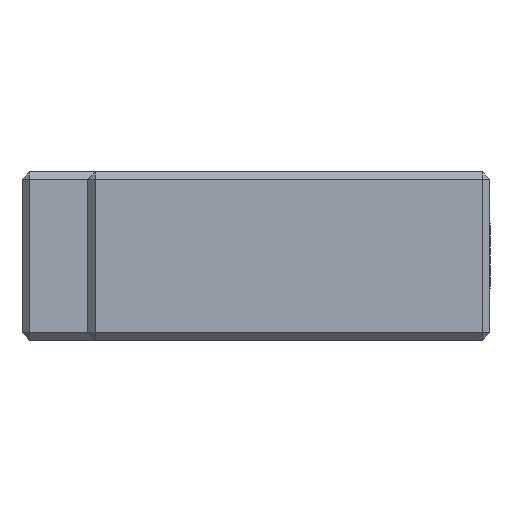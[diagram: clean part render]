
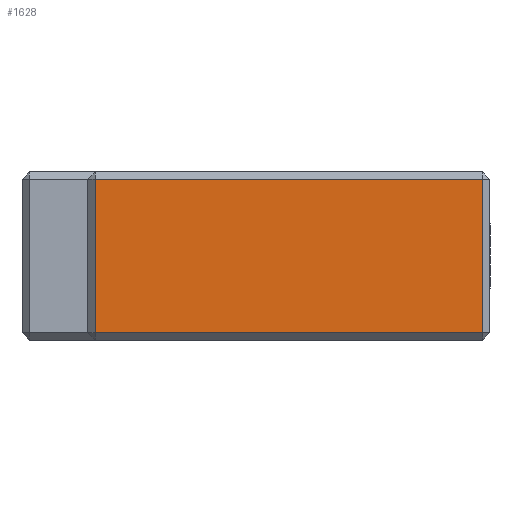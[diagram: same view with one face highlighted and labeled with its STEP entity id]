
A CAD part, left-side view. The second image highlights one B-rep face of the part: STEP entity #1628.
In plain terms, the highlighted planar face has unit normal (-1, 0, 0).
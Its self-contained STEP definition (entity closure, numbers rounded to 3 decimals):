
#354 = VECTOR ( 'NONE', #1269, 1000. ) ;
#366 = ORIENTED_EDGE ( 'NONE', *, *, #4228, .F. ) ;
#777 = DIRECTION ( 'NONE',  ( 0., 1., 0. ) ) ;
#785 = DIRECTION ( 'NONE',  ( 1., 0., 0. ) ) ;
#789 = CARTESIAN_POINT ( 'NONE',  ( -43., 1., -10.5 ) ) ;
#946 = PLANE ( 'NONE',  #1127 ) ;
#1112 = VECTOR ( 'NONE', #3315, 1000. ) ;
#1127 = AXIS2_PLACEMENT_3D ( 'NONE', #789, #785, #777 ) ;
#1189 = LINE ( 'NONE', #3053, #2264 ) ;
#1264 = VECTOR ( 'NONE', #4852, 1000. ) ;
#1269 = DIRECTION ( 'NONE',  ( 0., 0., 1. ) ) ;
#1321 = VERTEX_POINT ( 'NONE', #5398 ) ;
#1612 = CARTESIAN_POINT ( 'NONE',  ( -43., 54., 0. ) ) ;
#1628 = ADVANCED_FACE ( 'NONE', ( #2737 ), #946, .F. ) ;
#1671 = ORIENTED_EDGE ( 'NONE', *, *, #1963, .F. ) ;
#1902 = CARTESIAN_POINT ( 'NONE',  ( -43., 27.5, -10.5 ) ) ;
#1963 = EDGE_CURVE ( 'NONE', #1321, #3302, #5066, .T. ) ;
#2212 = ORIENTED_EDGE ( 'NONE', *, *, #4486, .F. ) ;
#2264 = VECTOR ( 'NONE', #4283, 1000. ) ;
#2410 = CARTESIAN_POINT ( 'NONE',  ( -43., 1., 10.5 ) ) ;
#2651 = ORIENTED_EDGE ( 'NONE', *, *, #4423, .F. ) ;
#2737 = FACE_OUTER_BOUND ( 'NONE', #2924, .T. ) ;
#2889 = CARTESIAN_POINT ( 'NONE',  ( -43., 1., 0. ) ) ;
#2924 = EDGE_LOOP ( 'NONE', ( #2212, #366, #1671, #2651 ) ) ;
#3014 = CARTESIAN_POINT ( 'NONE',  ( -43., 54., 10.5 ) ) ;
#3053 = CARTESIAN_POINT ( 'NONE',  ( -43., 27.5, 10.5 ) ) ;
#3140 = VERTEX_POINT ( 'NONE', #2410 ) ;
#3302 = VERTEX_POINT ( 'NONE', #3014 ) ;
#3315 = DIRECTION ( 'NONE',  ( 0., 0., -1. ) ) ;
#4228 = EDGE_CURVE ( 'NONE', #3302, #3140, #1189, .T. ) ;
#4283 = DIRECTION ( 'NONE',  ( 0., -1., 0. ) ) ;
#4349 = LINE ( 'NONE', #2889, #1112 ) ;
#4423 = EDGE_CURVE ( 'NONE', #4766, #1321, #4578, .T. ) ;
#4486 = EDGE_CURVE ( 'NONE', #3140, #4766, #4349, .T. ) ;
#4578 = LINE ( 'NONE', #1902, #1264 ) ;
#4766 = VERTEX_POINT ( 'NONE', #5210 ) ;
#4852 = DIRECTION ( 'NONE',  ( 0., 1., 0. ) ) ;
#5066 = LINE ( 'NONE', #1612, #354 ) ;
#5210 = CARTESIAN_POINT ( 'NONE',  ( -43., 1., -10.5 ) ) ;
#5398 = CARTESIAN_POINT ( 'NONE',  ( -43., 54., -10.5 ) ) ;
